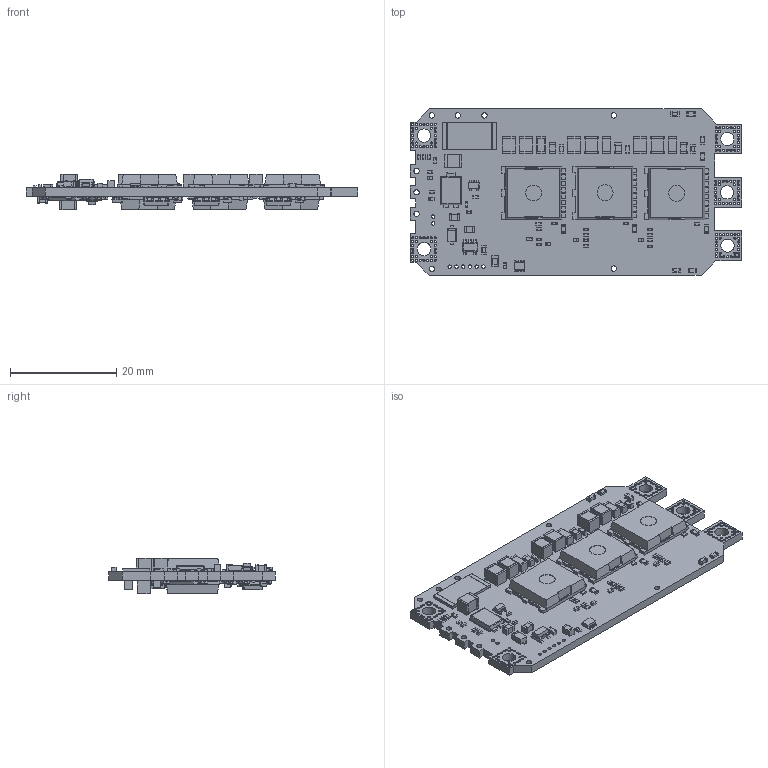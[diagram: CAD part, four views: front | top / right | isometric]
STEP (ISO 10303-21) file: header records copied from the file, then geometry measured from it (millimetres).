
FILE_DESCRIPTION(('KiCad electronic assembly'),'2;1');
FILE_NAME('ESC_R_150.step','2024-12-13T16:05:23',('Pcbnew'),('Kicad'), 'Open CASCADE STEP processor 7.8','KiCad to STEP converter','Unknown' );
FILE_SCHEMA(('AUTOMOTIVE_DESIGN { 1 0 10303 214 1 1 1 1 }'));
Length unit declared in the file: millimetre
Products named in the file (38): ESC_R_150 1; D_SOD-882; C_0805_2012Metric; R_0402_1005Metric; C_0603_1608Metric; C_0402_1005Metric; ZXTR2012P5-13; PDS1040-13; C_1210_3225Metric; R_0603_1608Metric; C_1206_3216Metric; R_4020_10251Metric; FDBL86062-F085; FDBL0240N100; WS2812-2020--3DModel-STEP-1 (1); WS2812-2020; D_SOD-123F; D_SOD_123F; SOT-23-5; SOT_23_5; SOT-353_SC-70-5; SOT_353_SC_70_5; L_0603_1608Metric; SOIC-8_3.9x4.9mm_P1.27mm; SOIC_8_39x49mm_P127mm; QFN-48-1EP_7x7mm_P0.5mm_EP5.15x5.15mm; QFN-48-1EP_7x7mm_Pitch0.5mm; _autosave-ESC_150_PCB
Assembly tree (136 placements, depth 3):
  ESC_R_150 1
    D_SOD-882  x8
      D_SOD-882
    C_0805_2012Metric  x10
      C_0805_2012Metric
    R_0402_1005Metric  x20
      R_0402_1005Metric
    C_0603_1608Metric  x10
      C_0603_1608Metric
    C_0402_1005Metric  x25
      C_0402_1005Metric
    ZXTR2012P5-13
      PDS1040-13
    C_1210_3225Metric  x8
      C_1210_3225Metric
    R_0603_1608Metric  x10
      R_0603_1608Metric
    C_1206_3216Metric  x4
      C_1206_3216Metric
    R_4020_10251Metric
      R_4020_10251Metric
    FDBL86062-F085  x6
      FDBL0240N100
    WS2812-2020--3DModel-STEP-1 (1)
      WS2812-2020
    D_SOD-123F  x4
      D_SOD_123F
    SOT-23-5  x2
      SOT_23_5
    SOT-353_SC-70-5  x2
      SOT_353_SC_70_5
    L_0603_1608Metric
      L_0603_1608Metric
    SOIC-8_3.9x4.9mm_P1.27mm  x3
      SOIC_8_39x49mm_P127mm
    QFN-48-1EP_7x7mm_P0.5mm_EP5.15x5.15mm
      QFN-48-1EP_7x7mm_Pitch0.5mm
    _autosave-ESC_150_PCB
Bounding box: 62.23 x 31.37 x 6.7 mm (x, y, z)
Volume: 4751.6 mm3; surface area: 9060.2 mm2
Topology: 144 solids, 144 shells, 5194 faces, 13554 edges, 8775 vertices
Faces by surface type: plane 3547, cylinder 1377, bspline 258, cone 8, revolution 4
Full cylindrical faces by diameter (mm): 0.4 x140, 0.5 x1, 0.6 x3, 0.65 x8, 1 x9, 2.5 x5
Entity records: 56593 total; most frequent: CARTESIAN_POINT 8971, ORIENTED_EDGE 8052, DIRECTION 7798, EDGE_CURVE 4026, LINE 3064, VECTOR 3064, VERTEX_POINT 2595, AXIS2_PLACEMENT_3D 2365
